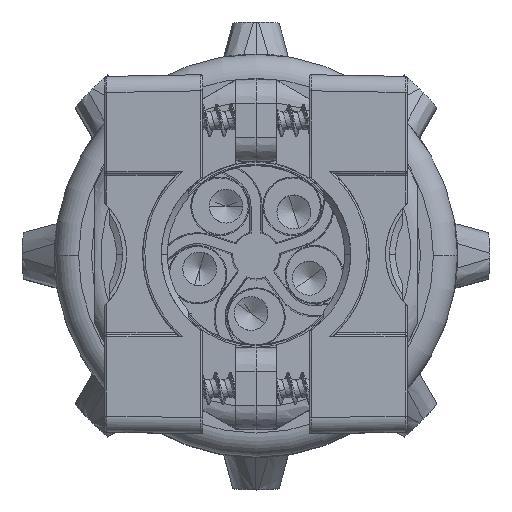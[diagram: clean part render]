
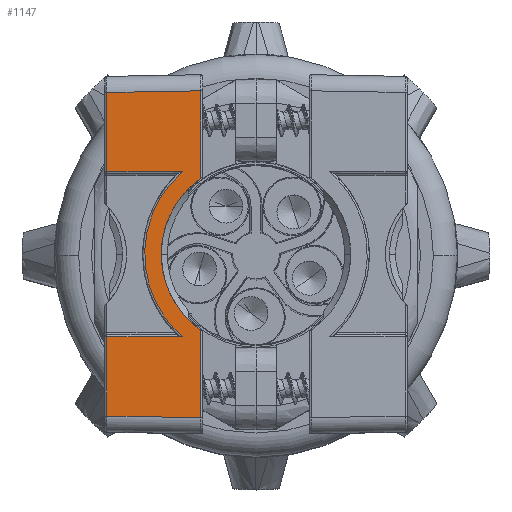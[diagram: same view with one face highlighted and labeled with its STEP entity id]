
A CAD part, top view. The second image highlights one B-rep face of the part: STEP entity #1147.
In plain terms, the highlighted planar face has unit normal (-0.018, 0, 1).
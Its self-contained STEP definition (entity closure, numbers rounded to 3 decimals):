
#1147=ADVANCED_FACE('',(#3861),#3862,.T.);
#3861=FACE_OUTER_BOUND('',#16827,.T.);
#3862=PLANE('',#16828);
#16827=EDGE_LOOP('',(#39029,#39030,#39031,#39032,#39033,#39034,#39035,#39036,#39037,#39038));
#16828=AXIS2_PLACEMENT_3D('',#39039,#39040,#39041);
#39029=ORIENTED_EDGE('',*,*,#45021,.F.);
#39030=ORIENTED_EDGE('',*,*,#45022,.F.);
#39031=ORIENTED_EDGE('',*,*,#45023,.T.);
#39032=ORIENTED_EDGE('',*,*,#45024,.T.);
#39033=ORIENTED_EDGE('',*,*,#45025,.T.);
#39034=ORIENTED_EDGE('',*,*,#45026,.F.);
#39035=ORIENTED_EDGE('',*,*,#45027,.T.);
#39036=ORIENTED_EDGE('',*,*,#45028,.F.);
#39037=ORIENTED_EDGE('',*,*,#44994,.F.);
#39038=ORIENTED_EDGE('',*,*,#44992,.F.);
#39039=CARTESIAN_POINT('',(-6.6,-23.882,36.65));
#39040=DIRECTION('',(-0.017,0.0,1.));
#39041=DIRECTION('',(0.0,1.0,0.0));
#44992=EDGE_CURVE('',#50832,#50834,#50835,.T.);
#44994=EDGE_CURVE('',#50834,#50837,#50838,.T.);
#45021=EDGE_CURVE('',#50878,#50832,#50880,.T.);
#45022=EDGE_CURVE('',#50881,#50878,#50882,.T.);
#45023=EDGE_CURVE('',#50881,#50883,#50884,.T.);
#45024=EDGE_CURVE('',#50883,#50885,#50886,.T.);
#45025=EDGE_CURVE('',#50885,#50887,#50888,.T.);
#45026=EDGE_CURVE('',#50889,#50887,#50890,.T.);
#45027=EDGE_CURVE('',#50889,#50891,#50892,.T.);
#45028=EDGE_CURVE('',#50837,#50891,#50893,.T.);
#50832=VERTEX_POINT('',#67766);
#50834=VERTEX_POINT('',#67768);
#50835=LINE('',#67769,#67770);
#50837=VERTEX_POINT('',#67781);
#50838=B_SPLINE_CURVE_WITH_KNOTS('',3,(#67782,#67783,#67784,#67785,#67786,#67787,#67788,#67789,#67790,#67791,#67792,#67793,#67794,#67795,#67796,#67797,#67798,#67799,#67800,#67801,#67802,#67803,#67804,#67805,#67806,#67807,#67808),.UNSPECIFIED.,.F.,.F.,(4,1,1,1,1,1,1,1,1,1,1,1,1,1,1,1,1,1,1,1,1,1,1,1,4),(0.0,0.016,0.031,0.063,0.094,0.125,0.156,0.188,0.25,0.313,0.375,0.438,0.5,0.563,0.625,0.688,0.75,0.813,0.844,0.875,0.906,0.938,0.969,0.984,1.0),.UNSPECIFIED.);
#50878=VERTEX_POINT('',#67937);
#50880=LINE('',#67952,#67953);
#50881=VERTEX_POINT('',#67954);
#50882=LINE('',#67955,#67956);
#50883=VERTEX_POINT('',#67957);
#50884=LINE('',#67958,#67959);
#50885=VERTEX_POINT('',#67960);
#50886=B_SPLINE_CURVE_WITH_KNOTS('',3,(#67961,#67962,#67963,#67964,#67965,#67966,#67967,#67968,#67969,#67970,#67971,#67972,#67973,#67974,#67975,#67976,#67977,#67978,#67979,#67980,#67981,#67982),.UNSPECIFIED.,.F.,.F.,(4,1,1,1,1,1,1,1,1,1,1,1,1,1,1,1,1,1,1,4),(0.0,0.053,0.105,0.158,0.211,0.263,0.316,0.368,0.421,0.474,0.526,0.579,0.632,0.684,0.737,0.789,0.842,0.895,0.947,1.0),.UNSPECIFIED.);
#50887=VERTEX_POINT('',#67983);
#50888=LINE('',#67984,#67985);
#50889=VERTEX_POINT('',#67986);
#50890=LINE('',#67987,#67988);
#50891=VERTEX_POINT('',#67989);
#50892=LINE('',#67990,#67991);
#50893=LINE('',#67992,#67993);
#67766=CARTESIAN_POINT('',(-6.854,20.271,36.646));
#67768=CARTESIAN_POINT('',(-6.854,9.414,36.646));
#67769=CARTESIAN_POINT('',(-6.854,20.271,36.646));
#67770=VECTOR('',#82105,10.856);
#67781=CARTESIAN_POINT('',(-6.854,-9.414,36.646));
#67782=CARTESIAN_POINT('',(-6.854,9.414,36.646));
#67783=CARTESIAN_POINT('',(-6.994,9.316,36.643));
#67784=CARTESIAN_POINT('',(-7.261,9.12,36.638));
#67785=CARTESIAN_POINT('',(-7.749,8.728,36.63));
#67786=CARTESIAN_POINT('',(-8.289,8.238,36.621));
#67787=CARTESIAN_POINT('',(-8.849,7.649,36.611));
#67788=CARTESIAN_POINT('',(-9.337,7.061,36.602));
#67789=CARTESIAN_POINT('',(-9.765,6.472,36.595));
#67790=CARTESIAN_POINT('',(-10.263,5.688,36.586));
#67791=CARTESIAN_POINT('',(-10.769,4.707,36.577));
#67792=CARTESIAN_POINT('',(-11.218,3.53,36.569));
#67793=CARTESIAN_POINT('',(-11.528,2.354,36.564));
#67794=CARTESIAN_POINT('',(-11.71,1.177,36.561));
#67795=CARTESIAN_POINT('',(-11.77,0.0,36.56));
#67796=CARTESIAN_POINT('',(-11.71,-1.177,36.561));
#67797=CARTESIAN_POINT('',(-11.528,-2.354,36.564));
#67798=CARTESIAN_POINT('',(-11.218,-3.53,36.569));
#67799=CARTESIAN_POINT('',(-10.769,-4.707,36.577));
#67800=CARTESIAN_POINT('',(-10.263,-5.688,36.586));
#67801=CARTESIAN_POINT('',(-9.765,-6.472,36.595));
#67802=CARTESIAN_POINT('',(-9.337,-7.061,36.602));
#67803=CARTESIAN_POINT('',(-8.849,-7.649,36.611));
#67804=CARTESIAN_POINT('',(-8.289,-8.238,36.621));
#67805=CARTESIAN_POINT('',(-7.749,-8.728,36.63));
#67806=CARTESIAN_POINT('',(-7.261,-9.12,36.638));
#67807=CARTESIAN_POINT('',(-6.994,-9.316,36.643));
#67808=CARTESIAN_POINT('',(-6.854,-9.414,36.646));
#67937=CARTESIAN_POINT('',(-18.504,20.068,36.442));
#67952=CARTESIAN_POINT('',(-18.504,20.068,36.442));
#67953=VECTOR('',#82143,11.654);
#67954=CARTESIAN_POINT('',(-18.504,10.25,36.442));
#67955=CARTESIAN_POINT('',(-18.504,10.25,36.442));
#67956=VECTOR('',#82144,9.818);
#67957=CARTESIAN_POINT('',(-9.117,10.25,36.606));
#67958=CARTESIAN_POINT('',(-18.504,10.25,36.442));
#67959=VECTOR('',#82145,9.389);
#67960=CARTESIAN_POINT('',(-9.117,-10.25,36.606));
#67961=CARTESIAN_POINT('',(-9.117,10.25,36.606));
#67962=CARTESIAN_POINT('',(-9.426,9.983,36.601));
#67963=CARTESIAN_POINT('',(-10.018,9.422,36.59));
#67964=CARTESIAN_POINT('',(-10.829,8.502,36.576));
#67965=CARTESIAN_POINT('',(-11.552,7.514,36.564));
#67966=CARTESIAN_POINT('',(-12.184,6.464,36.553));
#67967=CARTESIAN_POINT('',(-12.718,5.362,36.543));
#67968=CARTESIAN_POINT('',(-13.151,4.216,36.536));
#67969=CARTESIAN_POINT('',(-13.479,3.036,36.53));
#67970=CARTESIAN_POINT('',(-13.699,1.831,36.526));
#67971=CARTESIAN_POINT('',(-13.809,0.612,36.524));
#67972=CARTESIAN_POINT('',(-13.809,-0.612,36.524));
#67973=CARTESIAN_POINT('',(-13.699,-1.831,36.526));
#67974=CARTESIAN_POINT('',(-13.479,-3.036,36.53));
#67975=CARTESIAN_POINT('',(-13.151,-4.216,36.536));
#67976=CARTESIAN_POINT('',(-12.718,-5.362,36.543));
#67977=CARTESIAN_POINT('',(-12.184,-6.464,36.553));
#67978=CARTESIAN_POINT('',(-11.552,-7.514,36.564));
#67979=CARTESIAN_POINT('',(-10.829,-8.502,36.576));
#67980=CARTESIAN_POINT('',(-10.018,-9.422,36.59));
#67981=CARTESIAN_POINT('',(-9.426,-9.983,36.601));
#67982=CARTESIAN_POINT('',(-9.117,-10.25,36.606));
#67983=CARTESIAN_POINT('',(-18.504,-10.25,36.442));
#67984=CARTESIAN_POINT('',(-9.117,-10.25,36.606));
#67985=VECTOR('',#82146,9.389);
#67986=CARTESIAN_POINT('',(-18.504,-20.068,36.442));
#67987=CARTESIAN_POINT('',(-18.504,-20.068,36.442));
#67988=VECTOR('',#82147,9.818);
#67989=CARTESIAN_POINT('',(-6.854,-20.271,36.646));
#67990=CARTESIAN_POINT('',(-18.504,-20.068,36.442));
#67991=VECTOR('',#82148,11.654);
#67992=CARTESIAN_POINT('',(-6.854,-9.414,36.646));
#67993=VECTOR('',#82149,10.856);
#82105=DIRECTION('',(0.,-1.0,0.));
#82143=DIRECTION('',(1.,0.017,0.017));
#82144=DIRECTION('',(0.,1.0,0.));
#82145=DIRECTION('',(1.,0.,0.017));
#82146=DIRECTION('',(-1.,0.,-0.017));
#82147=DIRECTION('',(0.,1.0,0.));
#82148=DIRECTION('',(1.,-0.017,0.017));
#82149=DIRECTION('',(0.,-1.0,0.));
